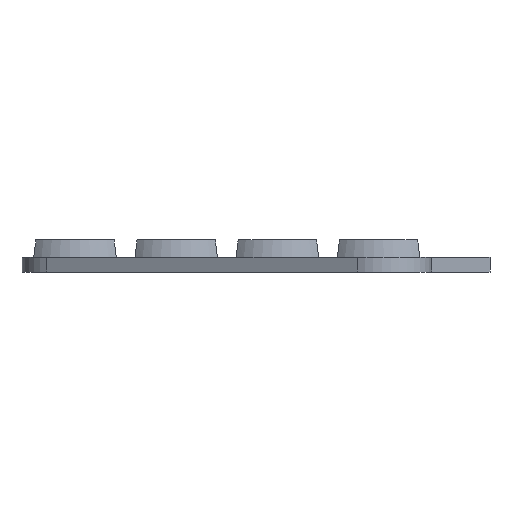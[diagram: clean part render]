
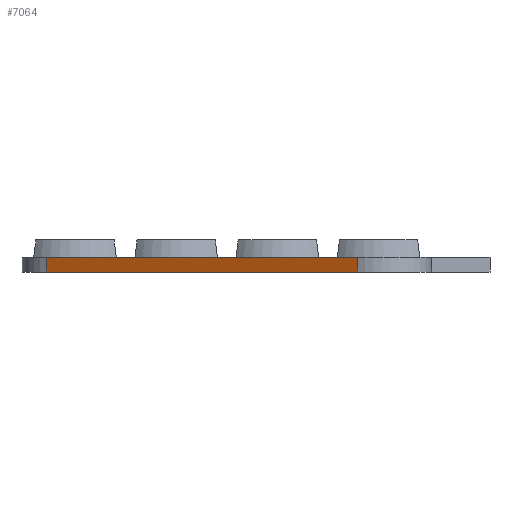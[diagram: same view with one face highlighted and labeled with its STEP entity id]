
A CAD part, left-side view. The second image highlights one B-rep face of the part: STEP entity #7064.
In plain terms, the highlighted planar face has unit normal (-0.866, 0.5, 0).
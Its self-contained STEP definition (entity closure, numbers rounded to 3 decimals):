
#878=FACE_OUTER_BOUND('',#1391,.T.);
#1391=EDGE_LOOP('',(#4969,#4970,#4971,#4972));
#1863=LINE('',#10637,#2388);
#1868=LINE('',#10649,#2393);
#1956=LINE('',#10995,#2481);
#1957=LINE('',#10997,#2482);
#2388=VECTOR('',#8503,10.);
#2393=VECTOR('',#8514,10.);
#2481=VECTOR('',#8784,10.);
#2482=VECTOR('',#8787,10.);
#2932=VERTEX_POINT('',#10634);
#2933=VERTEX_POINT('',#10636);
#2937=VERTEX_POINT('',#10648);
#3104=VERTEX_POINT('',#10993);
#3656=EDGE_CURVE('',#2932,#2933,#1863,.T.);
#3662=EDGE_CURVE('',#2937,#2933,#1868,.T.);
#3836=EDGE_CURVE('',#2937,#3104,#1956,.T.);
#3837=EDGE_CURVE('',#3104,#2932,#1957,.T.);
#4969=ORIENTED_EDGE('',*,*,#3656,.F.);
#4970=ORIENTED_EDGE('',*,*,#3837,.F.);
#4971=ORIENTED_EDGE('',*,*,#3836,.F.);
#4972=ORIENTED_EDGE('',*,*,#3662,.T.);
#6771=PLANE('',#7659);
#7064=ADVANCED_FACE('',(#878),#6771,.T.);
#7659=AXIS2_PLACEMENT_3D('',#10996,#8785,#8786);
#8503=DIRECTION('',(0.,0.,1.));
#8514=DIRECTION('',(0.5,0.866,0.));
#8784=DIRECTION('',(0.,0.,-1.));
#8785=DIRECTION('center_axis',(-0.866,0.5,0.));
#8786=DIRECTION('ref_axis',(0.5,0.866,0.));
#8787=DIRECTION('',(0.5,0.866,0.));
#10634=CARTESIAN_POINT('',(19.783,56.783,-2.5));
#10636=CARTESIAN_POINT('',(19.783,56.783,0.));
#10637=CARTESIAN_POINT('',(19.783,56.783,0.));
#10648=CARTESIAN_POINT('',(-10.876,3.679,0.));
#10649=CARTESIAN_POINT('',(-18.237,-9.071,0.));
#10993=CARTESIAN_POINT('',(-10.876,3.679,-2.5));
#10995=CARTESIAN_POINT('',(-10.876,3.679,0.));
#10996=CARTESIAN_POINT('Origin',(-18.237,-9.071,0.));
#10997=CARTESIAN_POINT('',(-18.237,-9.071,-2.5));
